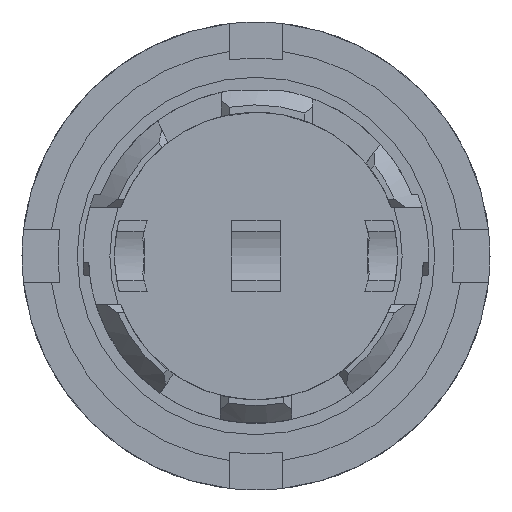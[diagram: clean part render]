
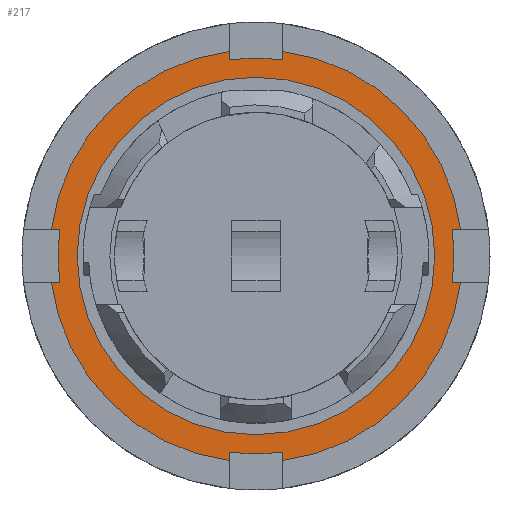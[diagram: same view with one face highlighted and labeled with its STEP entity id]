
A CAD part, front view. The second image highlights one B-rep face of the part: STEP entity #217.
In plain terms, the highlighted planar face has unit normal (0, -1, 0).
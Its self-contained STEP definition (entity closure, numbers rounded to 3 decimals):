
#217 = ADVANCED_FACE( '', ( #560, #561 ), #562, .T. );
#560 = FACE_BOUND( '', #1035, .T. );
#561 = FACE_OUTER_BOUND( '', #1036, .T. );
#562 = PLANE( '', #1037 );
#1035 = EDGE_LOOP( '', ( #1608 ) );
#1036 = EDGE_LOOP( '', ( #1609, #1610, #1611, #1612, #1613, #1614, #1615, #1616, #1617, #1618, #1619, #1620, #1621, #1622, #1623, #1624 ) );
#1037 = AXIS2_PLACEMENT_3D( '', #1625, #1626, #1627 );
#1608 = ORIENTED_EDGE( '', *, *, #2901, .F. );
#1609 = ORIENTED_EDGE( '', *, *, #2902, .T. );
#1610 = ORIENTED_EDGE( '', *, *, #2903, .T. );
#1611 = ORIENTED_EDGE( '', *, *, #2904, .T. );
#1612 = ORIENTED_EDGE( '', *, *, #2905, .T. );
#1613 = ORIENTED_EDGE( '', *, *, #2906, .T. );
#1614 = ORIENTED_EDGE( '', *, *, #2907, .T. );
#1615 = ORIENTED_EDGE( '', *, *, #2908, .T. );
#1616 = ORIENTED_EDGE( '', *, *, #2909, .T. );
#1617 = ORIENTED_EDGE( '', *, *, #2910, .T. );
#1618 = ORIENTED_EDGE( '', *, *, #2911, .T. );
#1619 = ORIENTED_EDGE( '', *, *, #2912, .T. );
#1620 = ORIENTED_EDGE( '', *, *, #2913, .T. );
#1621 = ORIENTED_EDGE( '', *, *, #2914, .T. );
#1622 = ORIENTED_EDGE( '', *, *, #2915, .T. );
#1623 = ORIENTED_EDGE( '', *, *, #2916, .T. );
#1624 = ORIENTED_EDGE( '', *, *, #2917, .T. );
#1625 = CARTESIAN_POINT( '', ( 0., -7.5, -10.5 ) );
#1626 = DIRECTION( '', ( 0., -1., 0. ) );
#1627 = DIRECTION( '', ( 0., 0., -1. ) );
#2901 = EDGE_CURVE( '', #3515, #3515, #3516, .T. );
#2902 = EDGE_CURVE( '', #3517, #3518, #3519, .T. );
#2903 = EDGE_CURVE( '', #3518, #3520, #3521, .T. );
#2904 = EDGE_CURVE( '', #3520, #3522, #3523, .T. );
#2905 = EDGE_CURVE( '', #3522, #3524, #3525, .T. );
#2906 = EDGE_CURVE( '', #3524, #3526, #3527, .T. );
#2907 = EDGE_CURVE( '', #3526, #3528, #3529, .T. );
#2908 = EDGE_CURVE( '', #3528, #3530, #3531, .T. );
#2909 = EDGE_CURVE( '', #3530, #3532, #3533, .T. );
#2910 = EDGE_CURVE( '', #3532, #3534, #3535, .T. );
#2911 = EDGE_CURVE( '', #3534, #3536, #3537, .T. );
#2912 = EDGE_CURVE( '', #3536, #3538, #3539, .T. );
#2913 = EDGE_CURVE( '', #3538, #3540, #3541, .T. );
#2914 = EDGE_CURVE( '', #3540, #3542, #3543, .T. );
#2915 = EDGE_CURVE( '', #3542, #3544, #3545, .T. );
#2916 = EDGE_CURVE( '', #3544, #3546, #3547, .T. );
#2917 = EDGE_CURVE( '', #3546, #3517, #3548, .T. );
#3515 = VERTEX_POINT( '', #4385 );
#3516 = CIRCLE( '', #4386, 11. );
#3517 = VERTEX_POINT( '', #4387 );
#3518 = VERTEX_POINT( '', #4388 );
#3519 = CIRCLE( '', #4389, 12.175 );
#3520 = VERTEX_POINT( '', #4390 );
#3521 = LINE( '', #4391, #4392 );
#3522 = VERTEX_POINT( '', #4393 );
#3523 = CIRCLE( '', #4394, 12.7 );
#3524 = VERTEX_POINT( '', #4395 );
#3525 = LINE( '', #4396, #4397 );
#3526 = VERTEX_POINT( '', #4398 );
#3527 = CIRCLE( '', #4399, 12.175 );
#3528 = VERTEX_POINT( '', #4400 );
#3529 = LINE( '', #4401, #4402 );
#3530 = VERTEX_POINT( '', #4403 );
#3531 = CIRCLE( '', #4404, 12.7 );
#3532 = VERTEX_POINT( '', #4405 );
#3533 = LINE( '', #4406, #4407 );
#3534 = VERTEX_POINT( '', #4408 );
#3535 = CIRCLE( '', #4409, 12.175 );
#3536 = VERTEX_POINT( '', #4410 );
#3537 = LINE( '', #4411, #4412 );
#3538 = VERTEX_POINT( '', #4413 );
#3539 = CIRCLE( '', #4414, 12.7 );
#3540 = VERTEX_POINT( '', #4415 );
#3541 = LINE( '', #4416, #4417 );
#3542 = VERTEX_POINT( '', #4418 );
#3543 = CIRCLE( '', #4419, 12.175 );
#3544 = VERTEX_POINT( '', #4420 );
#3545 = LINE( '', #4421, #4422 );
#3546 = VERTEX_POINT( '', #4423 );
#3547 = CIRCLE( '', #4424, 12.7 );
#3548 = LINE( '', #4425, #4426 );
#4385 = CARTESIAN_POINT( '', ( 10.998, -7.5, 0. ) );
#4386 = AXIS2_PLACEMENT_3D( '', #5371, #5372, #5373 );
#4387 = CARTESIAN_POINT( '', ( -12.063, -7.5, 1.65 ) );
#4388 = CARTESIAN_POINT( '', ( -12.063, -7.5, -1.65 ) );
#4389 = AXIS2_PLACEMENT_3D( '', #5374, #5375, #5376 );
#4390 = CARTESIAN_POINT( '', ( -12.592, -7.5, -1.65 ) );
#4391 = CARTESIAN_POINT( '', ( -12.063, -7.5, -1.65 ) );
#4392 = VECTOR( '', #5377, 1000. );
#4393 = CARTESIAN_POINT( '', ( -1.65, -7.5, -12.592 ) );
#4394 = AXIS2_PLACEMENT_3D( '', #5378, #5379, #5380 );
#4395 = CARTESIAN_POINT( '', ( -1.65, -7.5, -12.063 ) );
#4396 = CARTESIAN_POINT( '', ( -1.65, -7.5, -14.305 ) );
#4397 = VECTOR( '', #5381, 1000. );
#4398 = CARTESIAN_POINT( '', ( 1.65, -7.5, -12.063 ) );
#4399 = AXIS2_PLACEMENT_3D( '', #5382, #5383, #5384 );
#4400 = CARTESIAN_POINT( '', ( 1.65, -7.5, -12.592 ) );
#4401 = CARTESIAN_POINT( '', ( 1.65, -7.5, -14.305 ) );
#4402 = VECTOR( '', #5385, 1000. );
#4403 = CARTESIAN_POINT( '', ( 12.592, -7.5, -1.65 ) );
#4404 = AXIS2_PLACEMENT_3D( '', #5386, #5387, #5388 );
#4405 = CARTESIAN_POINT( '', ( 12.063, -7.5, -1.65 ) );
#4406 = CARTESIAN_POINT( '', ( 14.305, -7.5, -1.65 ) );
#4407 = VECTOR( '', #5389, 1000. );
#4408 = CARTESIAN_POINT( '', ( 12.063, -7.5, 1.65 ) );
#4409 = AXIS2_PLACEMENT_3D( '', #5390, #5391, #5392 );
#4410 = CARTESIAN_POINT( '', ( 12.592, -7.5, 1.65 ) );
#4411 = CARTESIAN_POINT( '', ( 14.305, -7.5, 1.65 ) );
#4412 = VECTOR( '', #5393, 1000. );
#4413 = CARTESIAN_POINT( '', ( 1.65, -7.5, 12.592 ) );
#4414 = AXIS2_PLACEMENT_3D( '', #5394, #5395, #5396 );
#4415 = CARTESIAN_POINT( '', ( 1.65, -7.5, 12.063 ) );
#4416 = CARTESIAN_POINT( '', ( 1.65, -7.5, 12.063 ) );
#4417 = VECTOR( '', #5397, 1000. );
#4418 = CARTESIAN_POINT( '', ( -1.65, -7.5, 12.063 ) );
#4419 = AXIS2_PLACEMENT_3D( '', #5398, #5399, #5400 );
#4420 = CARTESIAN_POINT( '', ( -1.65, -7.5, 12.592 ) );
#4421 = CARTESIAN_POINT( '', ( -1.65, -7.5, 12.063 ) );
#4422 = VECTOR( '', #5401, 1000. );
#4423 = CARTESIAN_POINT( '', ( -12.592, -7.5, 1.65 ) );
#4424 = AXIS2_PLACEMENT_3D( '', #5402, #5403, #5404 );
#4425 = CARTESIAN_POINT( '', ( -12.063, -7.5, 1.65 ) );
#4426 = VECTOR( '', #5405, 1000. );
#5371 = CARTESIAN_POINT( '', ( -0.002, -7.5, 0. ) );
#5372 = DIRECTION( '', ( 0., -1., 0. ) );
#5373 = DIRECTION( '', ( 1., 0., 0. ) );
#5374 = CARTESIAN_POINT( '', ( 0., -7.5, 0. ) );
#5375 = DIRECTION( '', ( 0., -1., 0. ) );
#5376 = DIRECTION( '', ( 0., 0., -1. ) );
#5377 = DIRECTION( '', ( -1., 0., 0. ) );
#5378 = CARTESIAN_POINT( '', ( 0., -7.5, 0. ) );
#5379 = DIRECTION( '', ( 0., -1., 0. ) );
#5380 = DIRECTION( '', ( 0., 0., -1. ) );
#5381 = DIRECTION( '', ( 0., 0., 1. ) );
#5382 = CARTESIAN_POINT( '', ( 0., -7.5, 0. ) );
#5383 = DIRECTION( '', ( 0., -1., 0. ) );
#5384 = DIRECTION( '', ( 0., 0., 1. ) );
#5385 = DIRECTION( '', ( 0., 0., -1. ) );
#5386 = CARTESIAN_POINT( '', ( 0., -7.5, 0. ) );
#5387 = DIRECTION( '', ( 0., -1., 0. ) );
#5388 = DIRECTION( '', ( 0., 0., -1. ) );
#5389 = DIRECTION( '', ( -1., 0., 0. ) );
#5390 = CARTESIAN_POINT( '', ( 0., -7.5, 0. ) );
#5391 = DIRECTION( '', ( 0., -1., 0. ) );
#5392 = DIRECTION( '', ( 0., 0., -1. ) );
#5393 = DIRECTION( '', ( 1., 0., 0. ) );
#5394 = CARTESIAN_POINT( '', ( 0., -7.5, 0. ) );
#5395 = DIRECTION( '', ( 0., -1., 0. ) );
#5396 = DIRECTION( '', ( 0., 0., -1. ) );
#5397 = DIRECTION( '', ( 0., 0., -1. ) );
#5398 = CARTESIAN_POINT( '', ( 0., -7.5, 0. ) );
#5399 = DIRECTION( '', ( 0., -1., 0. ) );
#5400 = DIRECTION( '', ( 0., 0., -1. ) );
#5401 = DIRECTION( '', ( 0., 0., 1. ) );
#5402 = CARTESIAN_POINT( '', ( 0., -7.5, 0. ) );
#5403 = DIRECTION( '', ( 0., -1., 0. ) );
#5404 = DIRECTION( '', ( 0., 0., -1. ) );
#5405 = DIRECTION( '', ( 1., 0., 0. ) );
